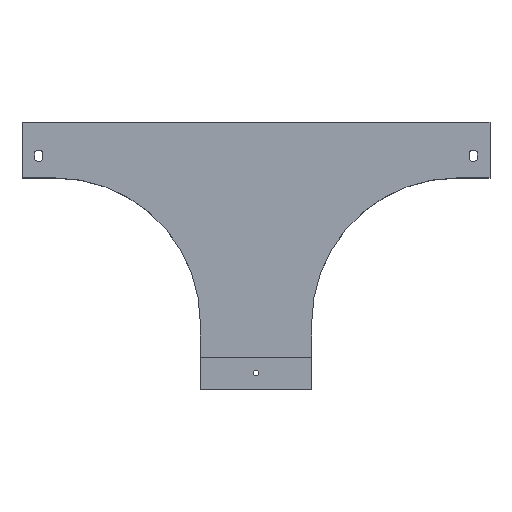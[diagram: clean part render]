
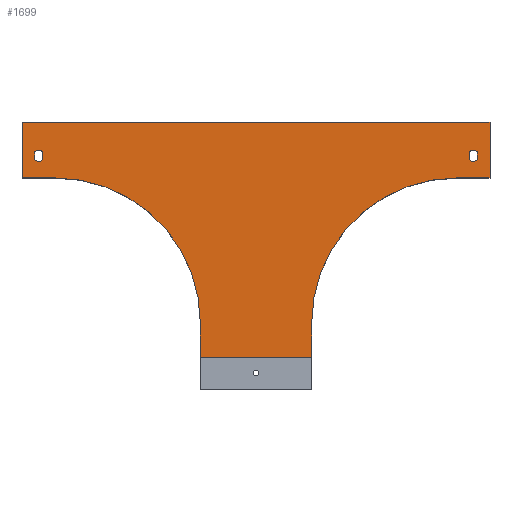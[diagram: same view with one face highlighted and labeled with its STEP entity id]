
A CAD part, top view. The second image highlights one B-rep face of the part: STEP entity #1699.
In plain terms, the highlighted planar face has unit normal (0, 0, 1).
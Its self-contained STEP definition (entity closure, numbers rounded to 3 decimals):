
#68 = DIRECTION ( 'NONE',  ( 0., 0., -1. ) ) ;
#94 = CARTESIAN_POINT ( 'NONE',  ( -130., 30., 1. ) ) ;
#102 = PLANE ( 'NONE',  #292 ) ;
#120 = DIRECTION ( 'NONE',  ( -1., 0., 0. ) ) ;
#285 = AXIS2_PLACEMENT_3D ( 'NONE', #1637, #1638, #1639 ) ;
#287 = AXIS2_PLACEMENT_3D ( 'NONE', #1615, #1616, #1617 ) ;
#289 = AXIS2_PLACEMENT_3D ( 'NONE', #1619, #1620, #1621 ) ;
#291 = AXIS2_PLACEMENT_3D ( 'NONE', #1624, #1625, #1626 ) ;
#292 = AXIS2_PLACEMENT_3D ( 'NONE', #94, #68, #120 ) ;
#293 = AXIS2_PLACEMENT_3D ( 'NONE', #1603, #1604, #1605 ) ;
#298 = AXIS2_PLACEMENT_3D ( 'NONE', #1593, #1594, #1595 ) ;
#335 = EDGE_CURVE ( 'NONE', #674, #717, #1765, .T. ) ;
#409 = EDGE_LOOP ( 'NONE', ( #437, #526, #579, #596, #1043, #576, #411, #432, #467, #463 ) ) ;
#411 = ORIENTED_EDGE ( 'NONE', *, *, #862, .T. ) ;
#415 = ORIENTED_EDGE ( 'NONE', *, *, #868, .F. ) ;
#432 = ORIENTED_EDGE ( 'NONE', *, *, #863, .T. ) ;
#437 = ORIENTED_EDGE ( 'NONE', *, *, #850, .T. ) ;
#463 = ORIENTED_EDGE ( 'NONE', *, *, #866, .T. ) ;
#467 = ORIENTED_EDGE ( 'NONE', *, *, #865, .T. ) ;
#481 = ORIENTED_EDGE ( 'NONE', *, *, #877, .T. ) ;
#499 = ORIENTED_EDGE ( 'NONE', *, *, #867, .F. ) ;
#526 = ORIENTED_EDGE ( 'NONE', *, *, #335, .T. ) ;
#529 = ORIENTED_EDGE ( 'NONE', *, *, #872, .T. ) ;
#531 = ORIENTED_EDGE ( 'NONE', *, *, #870, .F. ) ;
#574 = VERTEX_POINT ( 'NONE', #1372 ) ;
#576 = ORIENTED_EDGE ( 'NONE', *, *, #859, .T. ) ;
#579 = ORIENTED_EDGE ( 'NONE', *, *, #860, .T. ) ;
#580 = ORIENTED_EDGE ( 'NONE', *, *, #874, .T. ) ;
#583 = VERTEX_POINT ( 'NONE', #1375 ) ;
#596 = ORIENTED_EDGE ( 'NONE', *, *, #800, .T. ) ;
#599 = VERTEX_POINT ( 'NONE', #1389 ) ;
#601 = VERTEX_POINT ( 'NONE', #1387 ) ;
#605 = VERTEX_POINT ( 'NONE', #1388 ) ;
#608 = ORIENTED_EDGE ( 'NONE', *, *, #871, .T. ) ;
#611 = VERTEX_POINT ( 'NONE', #1396 ) ;
#618 = VERTEX_POINT ( 'NONE', #1400 ) ;
#632 = VERTEX_POINT ( 'NONE', #1399 ) ;
#639 = VERTEX_POINT ( 'NONE', #1410 ) ;
#646 = VERTEX_POINT ( 'NONE', #1418 ) ;
#652 = VERTEX_POINT ( 'NONE', #1422 ) ;
#674 = VERTEX_POINT ( 'NONE', #1440 ) ;
#681 = VERTEX_POINT ( 'NONE', #1444 ) ;
#686 = VERTEX_POINT ( 'NONE', #1448 ) ;
#694 = VERTEX_POINT ( 'NONE', #1455 ) ;
#695 = VERTEX_POINT ( 'NONE', #1449 ) ;
#701 = ORIENTED_EDGE ( 'NONE', *, *, #869, .F. ) ;
#709 = VERTEX_POINT ( 'NONE', #1462 ) ;
#717 = VERTEX_POINT ( 'NONE', #1468 ) ;
#723 = VECTOR ( 'NONE', #1618, 1000. ) ;
#724 = LINE ( 'NONE', #1629, #728 ) ;
#728 = VECTOR ( 'NONE', #1630, 1000. ) ;
#731 = CIRCLE ( 'NONE', #285, 5. ) ;
#800 = EDGE_CURVE ( 'NONE', #639, #686, #1092, .T. ) ;
#850 = EDGE_CURVE ( 'NONE', #583, #674, #952, .T. ) ;
#858 = EDGE_CURVE ( 'NONE', #632, #686, #945, .T. ) ;
#859 = EDGE_CURVE ( 'NONE', #632, #611, #966, .T. ) ;
#860 = EDGE_CURVE ( 'NONE', #717, #639, #968, .T. ) ;
#862 = EDGE_CURVE ( 'NONE', #611, #695, #971, .T. ) ;
#863 = EDGE_CURVE ( 'NONE', #695, #618, #972, .T. ) ;
#865 = EDGE_CURVE ( 'NONE', #618, #646, #975, .T. ) ;
#866 = EDGE_CURVE ( 'NONE', #646, #583, #977, .T. ) ;
#867 = EDGE_CURVE ( 'NONE', #652, #601, #979, .T. ) ;
#868 = EDGE_CURVE ( 'NONE', #709, #652, #981, .T. ) ;
#869 = EDGE_CURVE ( 'NONE', #694, #709, #983, .T. ) ;
#870 = EDGE_CURVE ( 'NONE', #601, #694, #984, .T. ) ;
#871 = EDGE_CURVE ( 'NONE', #599, #574, #986, .T. ) ;
#872 = EDGE_CURVE ( 'NONE', #574, #605, #964, .T. ) ;
#874 = EDGE_CURVE ( 'NONE', #681, #599, #724, .T. ) ;
#877 = EDGE_CURVE ( 'NONE', #605, #681, #731, .T. ) ;
#945 = LINE ( 'NONE', #1586, #967 ) ;
#952 = LINE ( 'NONE', #1575, #955 ) ;
#955 = VECTOR ( 'NONE', #1576, 1000. ) ;
#964 = LINE ( 'NONE', #1623, #723 ) ;
#966 = LINE ( 'NONE', #1591, #969 ) ;
#967 = VECTOR ( 'NONE', #1590, 1000. ) ;
#968 = CIRCLE ( 'NONE', #298, 130. ) ;
#969 = VECTOR ( 'NONE', #1592, 1000. ) ;
#971 = CIRCLE ( 'NONE', #293, 130. ) ;
#972 = LINE ( 'NONE', #1596, #974 ) ;
#974 = VECTOR ( 'NONE', #1597, 1000. ) ;
#975 = LINE ( 'NONE', #1608, #978 ) ;
#977 = LINE ( 'NONE', #1610, #980 ) ;
#978 = VECTOR ( 'NONE', #1609, 1000. ) ;
#979 = LINE ( 'NONE', #1612, #982 ) ;
#980 = VECTOR ( 'NONE', #1611, 1000. ) ;
#981 = CIRCLE ( 'NONE', #287, 5. ) ;
#982 = VECTOR ( 'NONE', #1613, 1000. ) ;
#983 = LINE ( 'NONE', #1601, #985 ) ;
#984 = CIRCLE ( 'NONE', #289, 5. ) ;
#985 = VECTOR ( 'NONE', #1602, 1000. ) ;
#986 = CIRCLE ( 'NONE', #291, 5. ) ;
#1018 = EDGE_LOOP ( 'NONE', ( #608, #529, #481, #580 ) ) ;
#1021 = EDGE_LOOP ( 'NONE', ( #499, #415, #701, #531 ) ) ;
#1043 = ORIENTED_EDGE ( 'NONE', *, *, #858, .F. ) ;
#1092 = LINE ( 'NONE', #1482, #1095 ) ;
#1095 = VECTOR ( 'NONE', #1483, 1000. ) ;
#1280 = DIRECTION ( 'NONE',  ( 1., 0., 0. ) ) ;
#1282 = CARTESIAN_POINT ( 'NONE',  ( -160., 160., 1. ) ) ;
#1372 = CARTESIAN_POINT ( 'NONE',  ( -141.5, 183.571, 1. ) ) ;
#1375 = CARTESIAN_POINT ( 'NONE',  ( -160., 210., 1. ) ) ;
#1387 = CARTESIAN_POINT ( 'NONE',  ( 241.5, 176.429, 1. ) ) ;
#1388 = CARTESIAN_POINT ( 'NONE',  ( -141.5, 176.429, 1. ) ) ;
#1389 = CARTESIAN_POINT ( 'NONE',  ( -148.5, 183.571, 1. ) ) ;
#1396 = CARTESIAN_POINT ( 'NONE',  ( 100., 30., 1. ) ) ;
#1399 = CARTESIAN_POINT ( 'NONE',  ( 100., -1., 1. ) ) ;
#1400 = CARTESIAN_POINT ( 'NONE',  ( 260., 160., 1. ) ) ;
#1410 = CARTESIAN_POINT ( 'NONE',  ( 0., 30., 1. ) ) ;
#1418 = CARTESIAN_POINT ( 'NONE',  ( 260., 210., 1. ) ) ;
#1422 = CARTESIAN_POINT ( 'NONE',  ( 241.5, 183.571, 1. ) ) ;
#1440 = CARTESIAN_POINT ( 'NONE',  ( -160., 160., 1. ) ) ;
#1444 = CARTESIAN_POINT ( 'NONE',  ( -148.5, 176.429, 1. ) ) ;
#1448 = CARTESIAN_POINT ( 'NONE',  ( 0., -1., 1. ) ) ;
#1449 = CARTESIAN_POINT ( 'NONE',  ( 230., 160., 1. ) ) ;
#1455 = CARTESIAN_POINT ( 'NONE',  ( 248.5, 176.429, 1. ) ) ;
#1462 = CARTESIAN_POINT ( 'NONE',  ( 248.5, 183.571, 1. ) ) ;
#1468 = CARTESIAN_POINT ( 'NONE',  ( -130., 160., 1. ) ) ;
#1482 = CARTESIAN_POINT ( 'NONE',  ( 0., 0., 1. ) ) ;
#1483 = DIRECTION ( 'NONE',  ( 0., -1., 0. ) ) ;
#1575 = CARTESIAN_POINT ( 'NONE',  ( -160., 210., 1. ) ) ;
#1576 = DIRECTION ( 'NONE',  ( 0., -1., 0. ) ) ;
#1586 = CARTESIAN_POINT ( 'NONE',  ( 0., -1., 1. ) ) ;
#1590 = DIRECTION ( 'NONE',  ( -1., 0., 0. ) ) ;
#1591 = CARTESIAN_POINT ( 'NONE',  ( 100., 0., 1. ) ) ;
#1592 = DIRECTION ( 'NONE',  ( 0., 1., 0. ) ) ;
#1593 = CARTESIAN_POINT ( 'NONE',  ( -130., 30., 1. ) ) ;
#1594 = DIRECTION ( 'NONE',  ( 0., 0., -1. ) ) ;
#1595 = DIRECTION ( 'NONE',  ( -1., 0., 0. ) ) ;
#1596 = CARTESIAN_POINT ( 'NONE',  ( 260., 160., 1. ) ) ;
#1597 = DIRECTION ( 'NONE',  ( 1., 0., 0. ) ) ;
#1601 = CARTESIAN_POINT ( 'NONE',  ( 248.5, 176.429, 1. ) ) ;
#1602 = DIRECTION ( 'NONE',  ( 0., 1., 0. ) ) ;
#1603 = CARTESIAN_POINT ( 'NONE',  ( 230., 30., 1. ) ) ;
#1604 = DIRECTION ( 'NONE',  ( 0., 0., -1. ) ) ;
#1605 = DIRECTION ( 'NONE',  ( 1., 0., 0. ) ) ;
#1608 = CARTESIAN_POINT ( 'NONE',  ( 260., 210., 1. ) ) ;
#1609 = DIRECTION ( 'NONE',  ( 0., 1., 0. ) ) ;
#1610 = CARTESIAN_POINT ( 'NONE',  ( -160., 210., 1. ) ) ;
#1611 = DIRECTION ( 'NONE',  ( -1., 0., 0. ) ) ;
#1612 = CARTESIAN_POINT ( 'NONE',  ( 241.5, 176.429, 1. ) ) ;
#1613 = DIRECTION ( 'NONE',  ( 0., -1., 0. ) ) ;
#1615 = CARTESIAN_POINT ( 'NONE',  ( 245., 180., 1. ) ) ;
#1616 = DIRECTION ( 'NONE',  ( 0., 0., 1. ) ) ;
#1617 = DIRECTION ( 'NONE',  ( 1., 0., 0. ) ) ;
#1618 = DIRECTION ( 'NONE',  ( 0., -1., 0. ) ) ;
#1619 = CARTESIAN_POINT ( 'NONE',  ( 245., 180., 1. ) ) ;
#1620 = DIRECTION ( 'NONE',  ( 0., 0., 1. ) ) ;
#1621 = DIRECTION ( 'NONE',  ( 1., 0., 0. ) ) ;
#1623 = CARTESIAN_POINT ( 'NONE',  ( -141.5, 176.429, 1. ) ) ;
#1624 = CARTESIAN_POINT ( 'NONE',  ( -145., 180., 1. ) ) ;
#1625 = DIRECTION ( 'NONE',  ( 0., 0., -1. ) ) ;
#1626 = DIRECTION ( 'NONE',  ( -1., 0., 0. ) ) ;
#1629 = CARTESIAN_POINT ( 'NONE',  ( -148.5, 176.429, 1. ) ) ;
#1630 = DIRECTION ( 'NONE',  ( 0., 1., 0. ) ) ;
#1637 = CARTESIAN_POINT ( 'NONE',  ( -145., 180., 1. ) ) ;
#1638 = DIRECTION ( 'NONE',  ( 0., 0., -1. ) ) ;
#1639 = DIRECTION ( 'NONE',  ( -1., 0., 0. ) ) ;
#1699 = ADVANCED_FACE ( 'NONE', ( #1878, #1886, #1882 ), #102, .F. ) ;
#1765 = LINE ( 'NONE', #1282, #1769 ) ;
#1769 = VECTOR ( 'NONE', #1280, 1000. ) ;
#1878 = FACE_OUTER_BOUND ( 'NONE', #409, .T. ) ;
#1882 = FACE_BOUND ( 'NONE', #1018, .T. ) ;
#1886 = FACE_BOUND ( 'NONE', #1021, .T. ) ;
